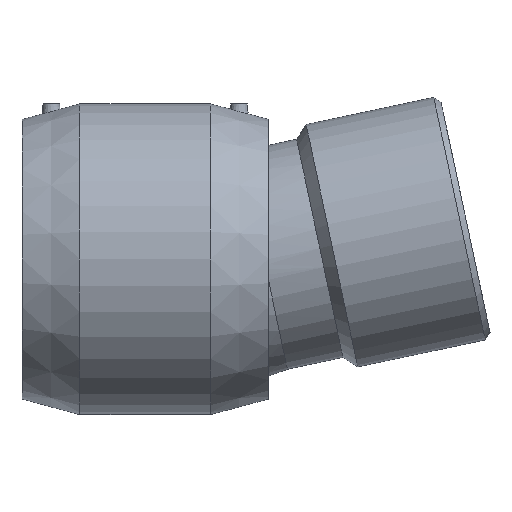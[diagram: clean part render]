
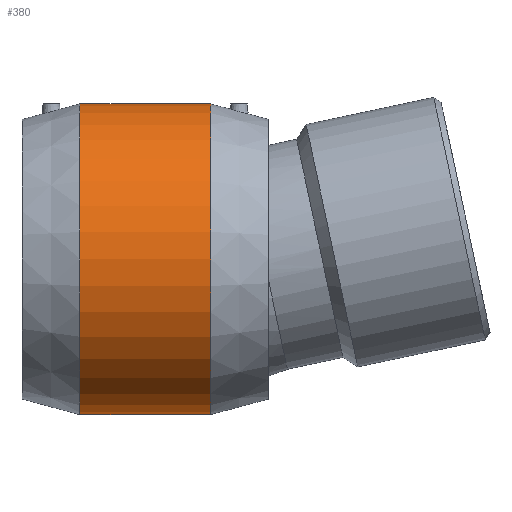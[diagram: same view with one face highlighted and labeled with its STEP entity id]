
A CAD part, top view. The second image highlights one B-rep face of the part: STEP entity #380.
In plain terms, the highlighted cylindrical face has radius 141 mm (diameter 282 mm), a full revolution.
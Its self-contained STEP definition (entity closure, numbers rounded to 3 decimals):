
#35=CYLINDRICAL_SURFACE('',#439,141.);
#66=FACE_BOUND('',#149,.T.);
#100=FACE_OUTER_BOUND('',#148,.T.);
#148=EDGE_LOOP('',(#321));
#149=EDGE_LOOP('',(#322));
#191=CIRCLE('',#440,141.);
#192=CIRCLE('',#441,141.);
#225=VERTEX_POINT('',#840);
#226=VERTEX_POINT('',#842);
#264=EDGE_CURVE('',#225,#225,#191,.T.);
#265=EDGE_CURVE('',#226,#226,#192,.T.);
#321=ORIENTED_EDGE('',*,*,#264,.F.);
#322=ORIENTED_EDGE('',*,*,#265,.T.);
#380=ADVANCED_FACE('',(#100,#66),#35,.T.);
#439=AXIS2_PLACEMENT_3D('',#839,#554,#555);
#440=AXIS2_PLACEMENT_3D('',#841,#556,#557);
#441=AXIS2_PLACEMENT_3D('',#843,#558,#559);
#554=DIRECTION('center_axis',(1.,0.,0.));
#555=DIRECTION('ref_axis',(0.,1.,0.));
#556=DIRECTION('center_axis',(1.,0.,0.));
#557=DIRECTION('ref_axis',(0.,0.,-1.));
#558=DIRECTION('center_axis',(1.,0.,0.));
#559=DIRECTION('ref_axis',(0.,0.,-1.));
#839=CARTESIAN_POINT('Origin',(0.,0.,
0.));
#840=CARTESIAN_POINT('',(59.325,141.,0.));
#841=CARTESIAN_POINT('Origin',(59.325,0.,0.));
#842=CARTESIAN_POINT('',(-59.325,141.,0.));
#843=CARTESIAN_POINT('Origin',(-59.325,0.,0.));
